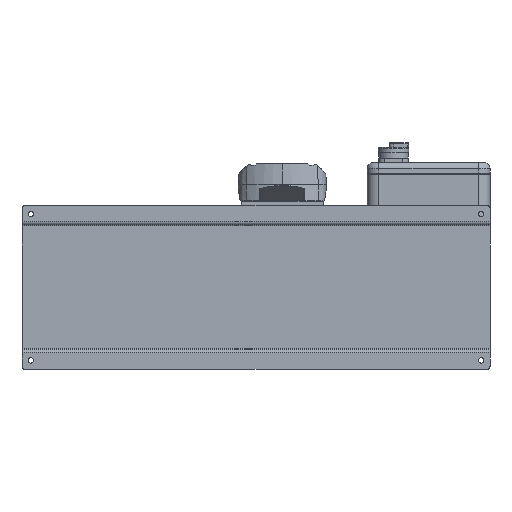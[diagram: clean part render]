
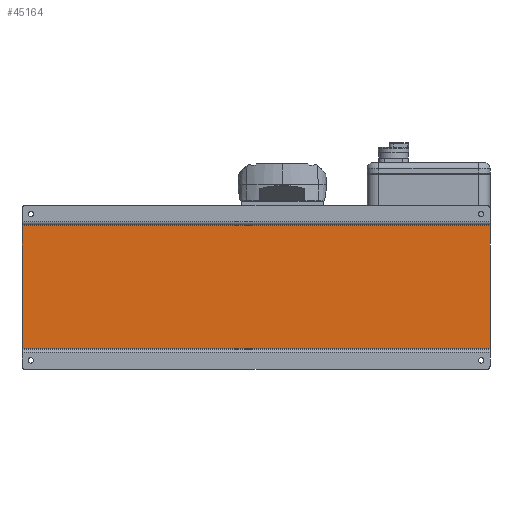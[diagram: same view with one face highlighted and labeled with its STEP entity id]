
A CAD part, front view. The second image highlights one B-rep face of the part: STEP entity #45164.
In plain terms, the highlighted planar face has unit normal (0, -1, 0).
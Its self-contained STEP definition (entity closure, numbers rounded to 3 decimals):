
#789 = CARTESIAN_POINT ( 'NONE',  ( -445., -11., -105. ) ) ;
#1653 = DIRECTION ( 'NONE',  ( 0., 0., -1. ) ) ;
#1913 = EDGE_LOOP ( 'NONE', ( #46118, #62750, #13082, #9521 ) ) ;
#5976 = EDGE_CURVE ( 'NONE', #44029, #80470, #82330, .T. ) ;
#7076 = EDGE_CURVE ( 'NONE', #9249, #80470, #9527, .T. ) ;
#8269 = CARTESIAN_POINT ( 'NONE',  ( -445., -11., -105. ) ) ;
#9249 = VERTEX_POINT ( 'NONE', #80360 ) ;
#9521 = ORIENTED_EDGE ( 'NONE', *, *, #40378, .T. ) ;
#9527 = LINE ( 'NONE', #8269, #13768 ) ;
#13082 = ORIENTED_EDGE ( 'NONE', *, *, #22267, .F. ) ;
#13095 = DIRECTION ( 'NONE',  ( -1., 0., 0. ) ) ;
#13768 = VECTOR ( 'NONE', #1653, 1000. ) ;
#16003 = VECTOR ( 'NONE', #13095, 1000. ) ;
#16611 = LINE ( 'NONE', #42389, #44439 ) ;
#17750 = CARTESIAN_POINT ( 'NONE',  ( 355., -11., 105. ) ) ;
#20477 = CARTESIAN_POINT ( 'NONE',  ( 355., -11., -105. ) ) ;
#20636 = PLANE ( 'NONE',  #24931 ) ;
#22267 = EDGE_CURVE ( 'NONE', #31426, #44029, #16611, .T. ) ;
#24931 = AXIS2_PLACEMENT_3D ( 'NONE', #32866, #52147, #72273 ) ;
#31426 = VERTEX_POINT ( 'NONE', #17750 ) ;
#32866 = CARTESIAN_POINT ( 'NONE',  ( 355., -11., -105. ) ) ;
#35876 = VECTOR ( 'NONE', #81898, 1000. ) ;
#40378 = EDGE_CURVE ( 'NONE', #31426, #9249, #85277, .T. ) ;
#42389 = CARTESIAN_POINT ( 'NONE',  ( 355., -11., 105. ) ) ;
#44029 = VERTEX_POINT ( 'NONE', #20477 ) ;
#44439 = VECTOR ( 'NONE', #50732, 1000. ) ;
#45164 = ADVANCED_FACE ( 'NONE', ( #85354 ), #20636, .F. ) ;
#46118 = ORIENTED_EDGE ( 'NONE', *, *, #7076, .T. ) ;
#50732 = DIRECTION ( 'NONE',  ( 0., 0., -1. ) ) ;
#52147 = DIRECTION ( 'NONE',  ( 0., 1., 0. ) ) ;
#55241 = CARTESIAN_POINT ( 'NONE',  ( 355., -11., -105. ) ) ;
#62750 = ORIENTED_EDGE ( 'NONE', *, *, #5976, .F. ) ;
#65189 = CARTESIAN_POINT ( 'NONE',  ( 355., -11., 105. ) ) ;
#72273 = DIRECTION ( 'NONE',  ( 0., 0., 1. ) ) ;
#80360 = CARTESIAN_POINT ( 'NONE',  ( -445., -11., 105. ) ) ;
#80470 = VERTEX_POINT ( 'NONE', #789 ) ;
#81898 = DIRECTION ( 'NONE',  ( -1., 0., 0. ) ) ;
#82330 = LINE ( 'NONE', #55241, #35876 ) ;
#85277 = LINE ( 'NONE', #65189, #16003 ) ;
#85354 = FACE_OUTER_BOUND ( 'NONE', #1913, .T. ) ;
